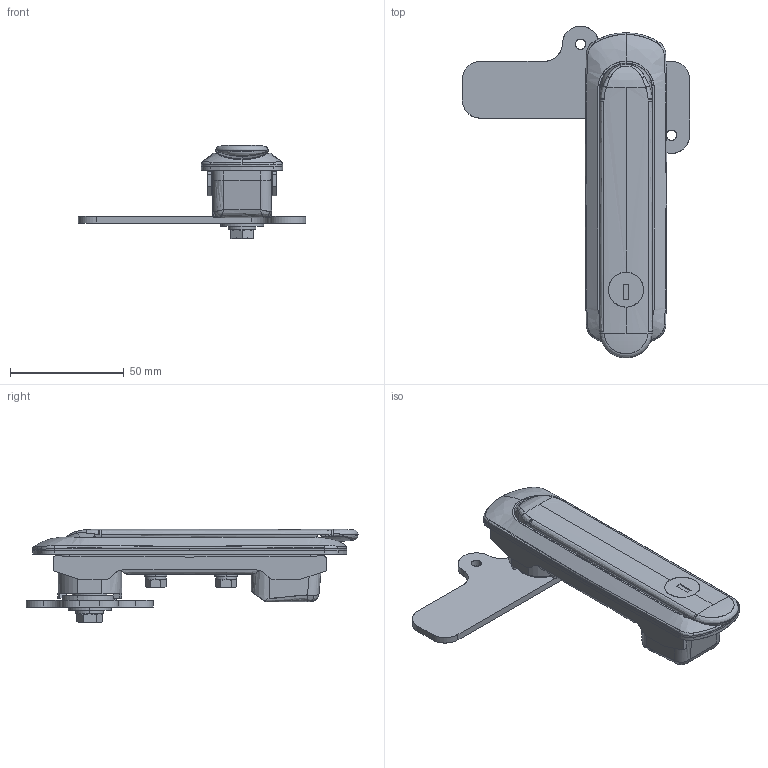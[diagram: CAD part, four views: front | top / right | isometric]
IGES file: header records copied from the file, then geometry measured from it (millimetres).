
Start section: SolidWorks IGES file using analytic representation for surfaces
Global section: file name: A-1464-1-1.IGS,15; native system: HSolidWorks 2021; preprocessor: SolidWorks 2021; author: 1337yo; date: 231226.135403; units: millimetre
Bounding box: 100 x 146 x 41.3 mm (x, y, z)
Surface area: 55717.2 mm2 (no closed solid volume)
Topology: 0 solids, 0 shells, 664 faces, 8571 edges, 8563 vertices
Faces by surface type: bspline 363, revolution 301
